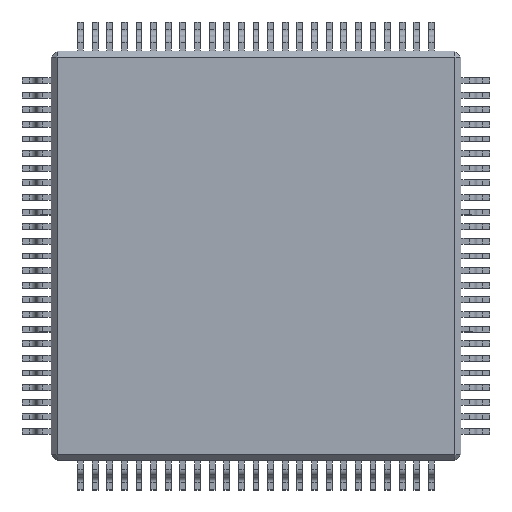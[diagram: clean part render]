
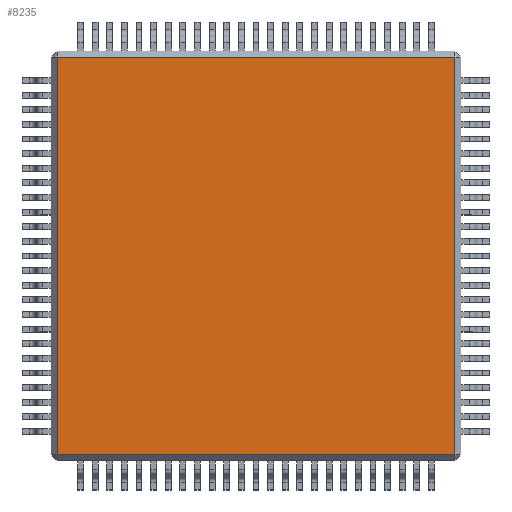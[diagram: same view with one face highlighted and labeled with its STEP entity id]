
A CAD part, top view. The second image highlights one B-rep face of the part: STEP entity #8235.
In plain terms, the highlighted planar face has unit normal (0, 0, 1).
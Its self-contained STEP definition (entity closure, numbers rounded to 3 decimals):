
#8170 = ORIENTED_EDGE ( 'NONE', *, *, #8171, .T. ) ;
#8171 = EDGE_CURVE ( 'NONE', #8172, #8173, #29191, .T. ) ;
#8172 = VERTEX_POINT ( 'NONE', #29187 ) ;
#8173 = VERTEX_POINT ( 'NONE', #29186 ) ;
#8174 = VERTEX_POINT ( 'NONE', #29185 ) ;
#8178 = EDGE_CURVE ( 'NONE', #8217, #8172, #29178, .T. ) ;
#8213 = ORIENTED_EDGE ( 'NONE', *, *, #8214, .T. ) ;
#8214 = EDGE_CURVE ( 'NONE', #8173, #8174, #29228, .T. ) ;
#8215 = ORIENTED_EDGE ( 'NONE', *, *, #8216, .T. ) ;
#8216 = EDGE_CURVE ( 'NONE', #8174, #8217, #29224, .T. ) ;
#8217 = VERTEX_POINT ( 'NONE', #29282 ) ;
#8218 = ORIENTED_EDGE ( 'NONE', *, *, #8178, .T. ) ;
#8235 = ADVANCED_FACE ( 'NONE', ( #29307 ), #29292, .F. ) ;
#8236 = EDGE_LOOP ( 'NONE', ( #8170, #8213, #8215, #8218 ) ) ;
#29175 = DIRECTION ( 'NONE',  ( -1., 0., 0. ) ) ;
#29176 = VECTOR ( 'NONE', #29175, 1000. ) ;
#29177 = CARTESIAN_POINT ( 'NONE',  ( 0., 13.8, 1.4 ) ) ;
#29178 = LINE ( 'NONE', #29177, #29176 ) ;
#29185 = CARTESIAN_POINT ( 'NONE',  ( 13.8, 0.2, 1.4 ) ) ;
#29186 = CARTESIAN_POINT ( 'NONE',  ( 0.2, 0.2, 1.4 ) ) ;
#29187 = CARTESIAN_POINT ( 'NONE',  ( 0.2, 13.8, 1.4 ) ) ;
#29188 = DIRECTION ( 'NONE',  ( 0., -1., 0. ) ) ;
#29189 = VECTOR ( 'NONE', #29188, 1000. ) ;
#29190 = CARTESIAN_POINT ( 'NONE',  ( 0.2, 14., 1.4 ) ) ;
#29191 = LINE ( 'NONE', #29190, #29189 ) ;
#29221 = DIRECTION ( 'NONE',  ( 0., 1., 0. ) ) ;
#29222 = VECTOR ( 'NONE', #29221, 1000. ) ;
#29223 = CARTESIAN_POINT ( 'NONE',  ( 13.8, 14., 1.4 ) ) ;
#29224 = LINE ( 'NONE', #29223, #29222 ) ;
#29225 = DIRECTION ( 'NONE',  ( 1., 0., 0. ) ) ;
#29226 = VECTOR ( 'NONE', #29225, 1000. ) ;
#29227 = CARTESIAN_POINT ( 'NONE',  ( 0., 0.2, 1.4 ) ) ;
#29228 = LINE ( 'NONE', #29227, #29226 ) ;
#29282 = CARTESIAN_POINT ( 'NONE',  ( 13.8, 13.8, 1.4 ) ) ;
#29288 = DIRECTION ( 'NONE',  ( -1., 0., 0. ) ) ;
#29289 = DIRECTION ( 'NONE',  ( 0., 0., -1. ) ) ;
#29290 = CARTESIAN_POINT ( 'NONE',  ( 0., 14., 1.4 ) ) ;
#29291 = AXIS2_PLACEMENT_3D ( 'NONE', #29290, #29289, #29288 ) ;
#29292 = PLANE ( 'NONE',  #29291 ) ;
#29307 = FACE_OUTER_BOUND ( 'NONE', #8236, .T. ) ;
